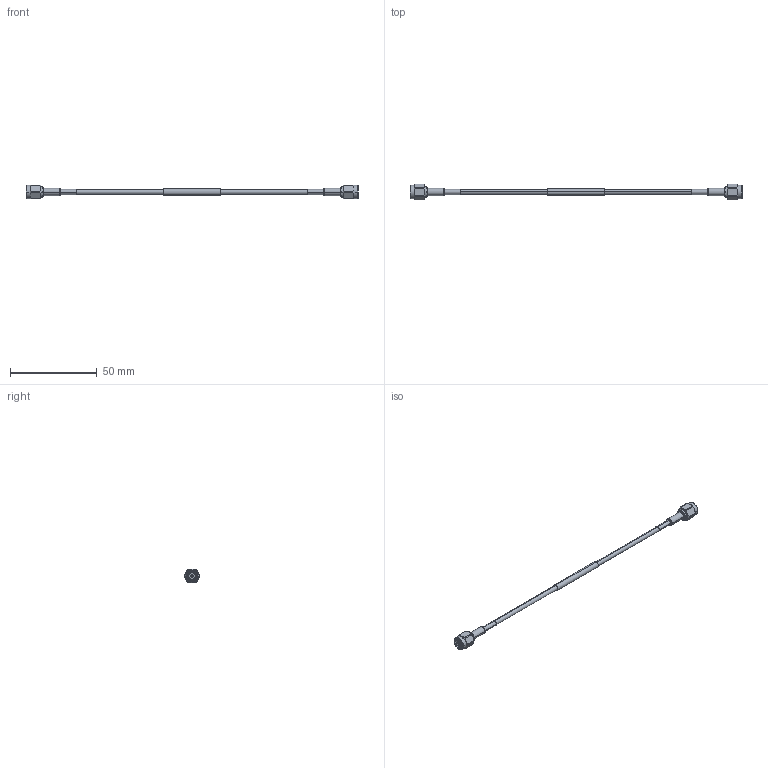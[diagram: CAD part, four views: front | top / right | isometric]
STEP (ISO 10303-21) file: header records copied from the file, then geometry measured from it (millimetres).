
FILE_DESCRIPTION (( 'STEP AP214' ), '1' );
FILE_NAME ('FMC00856_3D.step', '2023-02-23T03:18:05', ( '' ), ( '' ), 'SwSTEP 2.0', 'SolidWorks 2022', '' );
FILE_SCHEMA (( 'AUTOMOTIVE_DESIGN' ));
Length unit declared in the file: inch
Products named in the file (7): SC7059; SC7059-MA1; FMC00856_3D; LMR-100A-PVC Ø.110 jacket^FMC00856; SC7059-MA2; heat shrink conn 1^FMC00856_conn 1; SC7059-MA3
Assembly tree (8 placements, depth 3):
  FMC00856_3D
    LMR-100A-PVC Ø.110 jacket^FMC00856
    SC7059  x2
      SC7059-MA1
      SC7059-MA2
      SC7059-MA3
    heat shrink conn 1^FMC00856_conn 1  x2
Bounding box: 191.52 x 8.86 x 8 mm (x, y, z)
Volume: 1977.5 mm3; surface area: 4677.5 mm2
Topology: 10 solids, 10 shells, 256 faces, 548 edges, 328 vertices
Faces by surface type: cylinder 100, cone 88, plane 52, torus 16
Entity records: 4337 total; most frequent: CARTESIAN_POINT 770, DIRECTION 711, ORIENTED_EDGE 566, AXIS2_PLACEMENT_3D 303, EDGE_CURVE 283, VERTEX_POINT 170, CIRCLE 158, EDGE_LOOP 151
